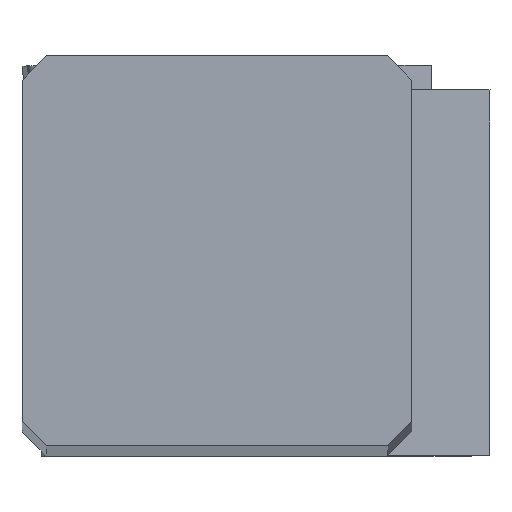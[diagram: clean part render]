
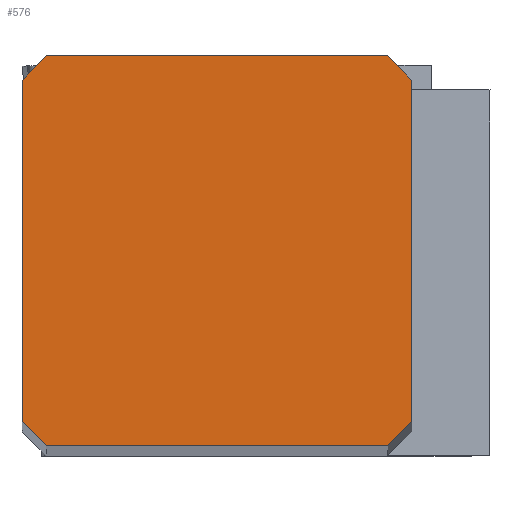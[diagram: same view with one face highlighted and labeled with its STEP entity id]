
A CAD part, top view. The second image highlights one B-rep face of the part: STEP entity #576.
In plain terms, the highlighted planar face has unit normal (0, 0, 1).
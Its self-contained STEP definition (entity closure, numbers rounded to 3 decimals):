
#501=FACE_OUTER_BOUND('',#698,.T.);
#576=ADVANCED_FACE('',(#501),#639,.T.);
#639=PLANE('',#2046);
#698=EDGE_LOOP('',(#932,#933,#934,#935,#936,#937,#938,#939));
#932=ORIENTED_EDGE('',*,*,#1403,.F.);
#933=ORIENTED_EDGE('',*,*,#1404,.F.);
#934=ORIENTED_EDGE('',*,*,#1405,.T.);
#935=ORIENTED_EDGE('',*,*,#1406,.F.);
#936=ORIENTED_EDGE('',*,*,#1407,.T.);
#937=ORIENTED_EDGE('',*,*,#1345,.F.);
#938=ORIENTED_EDGE('',*,*,#1341,.T.);
#939=ORIENTED_EDGE('',*,*,#1402,.F.);
#1188=VERTEX_POINT('',#2676);
#1189=VERTEX_POINT('',#2678);
#1192=VERTEX_POINT('',#2686);
#1231=VERTEX_POINT('',#2797);
#1232=VERTEX_POINT('',#2801);
#1233=VERTEX_POINT('',#2803);
#1234=VERTEX_POINT('',#2805);
#1235=VERTEX_POINT('',#2807);
#1341=EDGE_CURVE('',#1189,#1188,#1650,.T.);
#1345=EDGE_CURVE('',#1189,#1192,#1652,.T.);
#1402=EDGE_CURVE('',#1231,#1188,#1697,.T.);
#1403=EDGE_CURVE('',#1232,#1231,#1698,.T.);
#1404=EDGE_CURVE('',#1233,#1232,#1699,.T.);
#1405=EDGE_CURVE('',#1233,#1234,#1700,.T.);
#1406=EDGE_CURVE('',#1235,#1234,#1701,.T.);
#1407=EDGE_CURVE('',#1235,#1192,#1702,.T.);
#1650=LINE('',#2677,#1772);
#1652=LINE('',#2685,#1774);
#1697=LINE('',#2798,#1819);
#1698=LINE('',#2800,#1820);
#1699=LINE('',#2802,#1821);
#1700=LINE('',#2804,#1822);
#1701=LINE('',#2806,#1823);
#1702=LINE('',#2808,#1824);
#1772=VECTOR('',#2251,1.);
#1774=VECTOR('',#2259,1.);
#1819=VECTOR('',#2360,1.);
#1820=VECTOR('',#2363,1.);
#1821=VECTOR('',#2364,1.);
#1822=VECTOR('',#2365,1.);
#1823=VECTOR('',#2366,1.);
#1824=VECTOR('',#2367,1.);
#2046=AXIS2_PLACEMENT_3D('',#2809,#2368,#2369);
#2251=DIRECTION('',(1.,0.,0.));
#2259=DIRECTION('',(-0.707,0.707,0.));
#2360=DIRECTION('',(-0.707,-0.707,0.));
#2363=DIRECTION('',(0.,-1.,0.));
#2364=DIRECTION('',(0.707,-0.707,0.));
#2365=DIRECTION('',(-1.,0.,0.));
#2366=DIRECTION('',(0.707,0.707,0.));
#2367=DIRECTION('',(0.,-1.,0.));
#2368=DIRECTION('',(0.,0.,1.));
#2369=DIRECTION('',(1.,0.,0.));
#2676=CARTESIAN_POINT('',(-0.5,0.,0.));
#2677=CARTESIAN_POINT('',(-7.5,0.,0.));
#2678=CARTESIAN_POINT('',(-7.5,0.,0.));
#2685=CARTESIAN_POINT('',(-7.5,0.,0.));
#2686=CARTESIAN_POINT('',(-8.,0.5,0.));
#2797=CARTESIAN_POINT('',(0.,0.5,0.));
#2798=CARTESIAN_POINT('',(0.,0.5,0.));
#2800=CARTESIAN_POINT('',(0.,7.5,0.));
#2801=CARTESIAN_POINT('',(0.,7.5,0.));
#2802=CARTESIAN_POINT('',(-0.5,8.,0.));
#2803=CARTESIAN_POINT('',(-0.5,8.,0.));
#2804=CARTESIAN_POINT('',(-0.5,8.,0.));
#2805=CARTESIAN_POINT('',(-7.5,8.,0.));
#2806=CARTESIAN_POINT('',(-8.,7.5,0.));
#2807=CARTESIAN_POINT('',(-8.,7.5,0.));
#2808=CARTESIAN_POINT('',(-8.,7.5,0.));
#2809=CARTESIAN_POINT('',(-4.,4.,0.));
